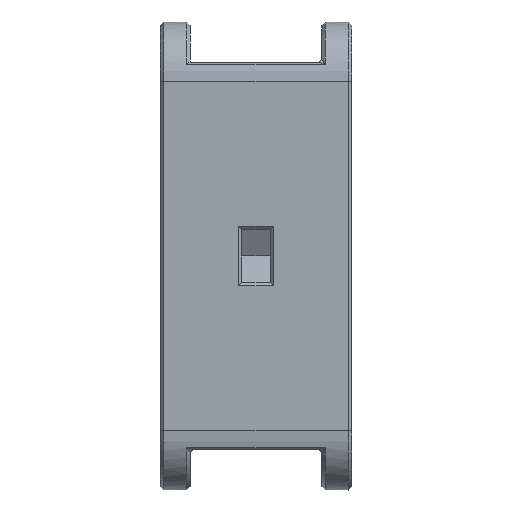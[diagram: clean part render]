
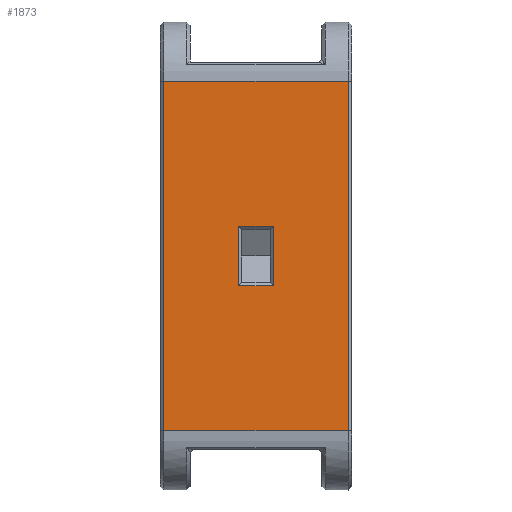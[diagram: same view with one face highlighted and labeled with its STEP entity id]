
A CAD part, front view. The second image highlights one B-rep face of the part: STEP entity #1873.
In plain terms, the highlighted planar face has unit normal (0, -1, 0).
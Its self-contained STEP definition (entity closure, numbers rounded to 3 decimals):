
#49=FACE_BOUND('',#289,.T.);
#175=FACE_OUTER_BOUND('',#288,.T.);
#288=EDGE_LOOP('',(#1383,#1384,#1385,#1386));
#289=EDGE_LOOP('',(#1387,#1388,#1389,#1390));
#425=LINE('',#2831,#627);
#446=LINE('',#2899,#648);
#451=LINE('',#2909,#653);
#453=LINE('',#2913,#655);
#456=LINE('',#2918,#658);
#464=LINE('',#2936,#666);
#465=LINE('',#2938,#667);
#466=LINE('',#2939,#668);
#627=VECTOR('',#2256,10.);
#648=VECTOR('',#2311,10.);
#653=VECTOR('',#2318,10.);
#655=VECTOR('',#2322,10.);
#658=VECTOR('',#2327,10.);
#666=VECTOR('',#2343,10.);
#667=VECTOR('',#2344,10.);
#668=VECTOR('',#2345,10.);
#827=VERTEX_POINT('',#2828);
#828=VERTEX_POINT('',#2830);
#851=VERTEX_POINT('',#2897);
#852=VERTEX_POINT('',#2898);
#856=VERTEX_POINT('',#2908);
#857=VERTEX_POINT('',#2912);
#864=VERTEX_POINT('',#2935);
#865=VERTEX_POINT('',#2937);
#1012=EDGE_CURVE('',#828,#827,#425,.T.);
#1043=EDGE_CURVE('',#851,#852,#446,.T.);
#1048=EDGE_CURVE('',#852,#856,#451,.T.);
#1050=EDGE_CURVE('',#857,#851,#453,.T.);
#1053=EDGE_CURVE('',#856,#857,#456,.T.);
#1062=EDGE_CURVE('',#828,#864,#464,.T.);
#1063=EDGE_CURVE('',#865,#827,#465,.T.);
#1064=EDGE_CURVE('',#864,#865,#466,.T.);
#1383=ORIENTED_EDGE('',*,*,#1062,.F.);
#1384=ORIENTED_EDGE('',*,*,#1012,.T.);
#1385=ORIENTED_EDGE('',*,*,#1063,.F.);
#1386=ORIENTED_EDGE('',*,*,#1064,.F.);
#1387=ORIENTED_EDGE('',*,*,#1043,.F.);
#1388=ORIENTED_EDGE('',*,*,#1050,.F.);
#1389=ORIENTED_EDGE('',*,*,#1053,.F.);
#1390=ORIENTED_EDGE('',*,*,#1048,.F.);
#1789=PLANE('',#2023);
#1873=ADVANCED_FACE('',(#175,#49),#1789,.T.);
#2023=AXIS2_PLACEMENT_3D('',#2934,#2341,#2342);
#2256=DIRECTION('',(1.,0.,0.));
#2311=DIRECTION('',(0.,0.,-1.));
#2318=DIRECTION('',(1.,0.,0.));
#2322=DIRECTION('',(-1.,0.,0.));
#2327=DIRECTION('',(0.,0.,1.));
#2341=DIRECTION('center_axis',(0.,-1.,0.));
#2342=DIRECTION('ref_axis',(0.,0.,-1.));
#2343=DIRECTION('',(0.,0.,1.));
#2344=DIRECTION('',(0.,0.,-1.));
#2345=DIRECTION('',(1.,0.,0.));
#2828=CARTESIAN_POINT('',(-77.,18.,-26.5));
#2830=CARTESIAN_POINT('',(-105.,18.,-26.5));
#2831=CARTESIAN_POINT('',(-105.5,18.,-26.5));
#2897=CARTESIAN_POINT('',(-93.65,18.,4.5));
#2898=CARTESIAN_POINT('',(-93.65,18.,-4.5));
#2899=CARTESIAN_POINT('',(-93.65,18.,13.25));
#2908=CARTESIAN_POINT('',(-88.35,18.,-4.5));
#2909=CARTESIAN_POINT('',(-98.25,18.,-4.5));
#2912=CARTESIAN_POINT('',(-88.35,18.,4.5));
#2913=CARTESIAN_POINT('',(-98.25,18.,4.5));
#2918=CARTESIAN_POINT('',(-88.35,18.,13.25));
#2934=CARTESIAN_POINT('Origin',(-105.5,18.,26.5));
#2935=CARTESIAN_POINT('',(-105.,18.,26.5));
#2936=CARTESIAN_POINT('',(-105.,18.,13.25));
#2937=CARTESIAN_POINT('',(-77.,18.,26.5));
#2938=CARTESIAN_POINT('',(-77.,18.,13.25));
#2939=CARTESIAN_POINT('',(-105.5,18.,26.5));
